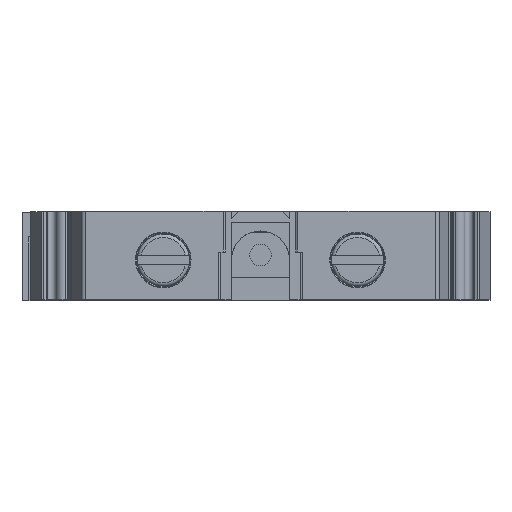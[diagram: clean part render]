
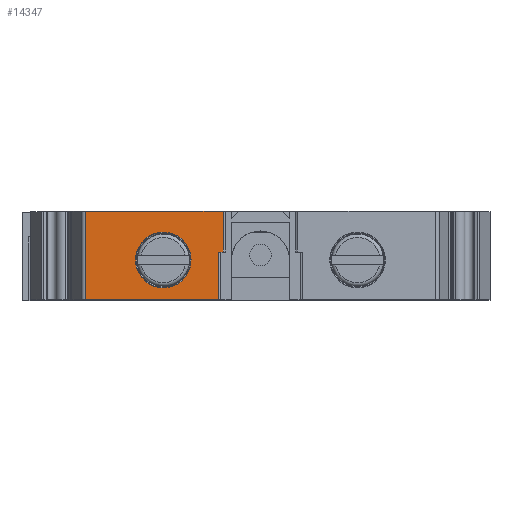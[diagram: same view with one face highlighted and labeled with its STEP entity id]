
A CAD part, top view. The second image highlights one B-rep face of the part: STEP entity #14347.
In plain terms, the highlighted planar face has unit normal (0, 0, 1).
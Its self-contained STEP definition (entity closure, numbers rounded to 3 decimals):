
#402=CIRCLE('',#16995,3.15);
#1363=ORIENTED_EDGE('',*,*,#5536,.T.);
#1364=ORIENTED_EDGE('',*,*,#5240,.F.);
#1365=ORIENTED_EDGE('',*,*,#5537,.T.);
#1366=ORIENTED_EDGE('',*,*,#5125,.T.);
#1367=ORIENTED_EDGE('',*,*,#5538,.F.);
#1368=ORIENTED_EDGE('',*,*,#5539,.F.);
#1369=ORIENTED_EDGE('',*,*,#5540,.F.);
#5125=EDGE_CURVE('',#7246,#7245,#8600,.T.);
#5240=EDGE_CURVE('',#7360,#7361,#8694,.T.);
#5536=EDGE_CURVE('',#7596,#7596,#402,.T.);
#5537=EDGE_CURVE('',#7360,#7246,#8924,.T.);
#5538=EDGE_CURVE('',#7597,#7245,#8925,.T.);
#5539=EDGE_CURVE('',#7598,#7597,#8926,.T.);
#5540=EDGE_CURVE('',#7361,#7598,#8927,.T.);
#7245=VERTEX_POINT('',#22524);
#7246=VERTEX_POINT('',#22526);
#7360=VERTEX_POINT('',#22755);
#7361=VERTEX_POINT('',#22757);
#7596=VERTEX_POINT('',#23337);
#7597=VERTEX_POINT('',#23340);
#7598=VERTEX_POINT('',#23342);
#8600=LINE('',#22525,#10406);
#8694=LINE('',#22756,#10500);
#8924=LINE('',#23338,#10730);
#8925=LINE('',#23339,#10731);
#8926=LINE('',#23341,#10732);
#8927=LINE('',#23343,#10733);
#10406=VECTOR('',#18290,1000.);
#10500=VECTOR('',#18428,1000.);
#10730=VECTOR('',#18890,1000.);
#10731=VECTOR('',#18891,1000.);
#10732=VECTOR('',#18892,1000.);
#10733=VECTOR('',#18893,1000.);
#12024=EDGE_LOOP('',(#1363));
#12025=EDGE_LOOP('',(#1364,#1365,#1366,#1367,#1368,#1369));
#12890=FACE_BOUND('',#12024,.T.);
#12891=FACE_BOUND('',#12025,.T.);
#13714=PLANE('',#16994);
#14347=ADVANCED_FACE('',(#12890,#12891),#13714,.T.);
#16994=AXIS2_PLACEMENT_3D('',#23335,#18886,#18887);
#16995=AXIS2_PLACEMENT_3D('',#23336,#18888,#18889);
#18290=DIRECTION('',(1.,0.,0.));
#18428=DIRECTION('',(1.,0.,0.));
#18886=DIRECTION('',(0.,0.,1.));
#18887=DIRECTION('',(1.,0.,0.));
#18888=DIRECTION('',(0.,0.,-1.));
#18889=DIRECTION('',(-1.,0.,0.));
#18890=DIRECTION('',(0.,-1.,0.));
#18891=DIRECTION('',(0.,-1.,0.));
#18892=DIRECTION('',(-1.,0.,0.));
#18893=DIRECTION('',(0.,-1.,0.));
#22524=CARTESIAN_POINT('',(-4.725,-10.,29.25));
#22525=CARTESIAN_POINT('',(-26.,-10.,29.25));
#22526=CARTESIAN_POINT('',(-19.825,-10.,29.25));
#22755=CARTESIAN_POINT('',(-19.825,0.,29.25));
#22756=CARTESIAN_POINT('',(-26.,0.,29.25));
#22757=CARTESIAN_POINT('',(-4.225,0.,29.25));
#23335=CARTESIAN_POINT('',(-26.,-10.,29.25));
#23336=CARTESIAN_POINT('',(-11.,-5.5,29.25));
#23337=CARTESIAN_POINT('',(-14.15,-5.5,29.25));
#23338=CARTESIAN_POINT('',(-19.825,-10.,29.25));
#23339=CARTESIAN_POINT('',(-4.725,-4.6,29.25));
#23340=CARTESIAN_POINT('',(-4.725,-4.6,29.25));
#23341=CARTESIAN_POINT('',(-4.725,-4.6,29.25));
#23342=CARTESIAN_POINT('',(-4.225,-4.6,29.25));
#23343=CARTESIAN_POINT('',(-4.225,68.907,29.25));
